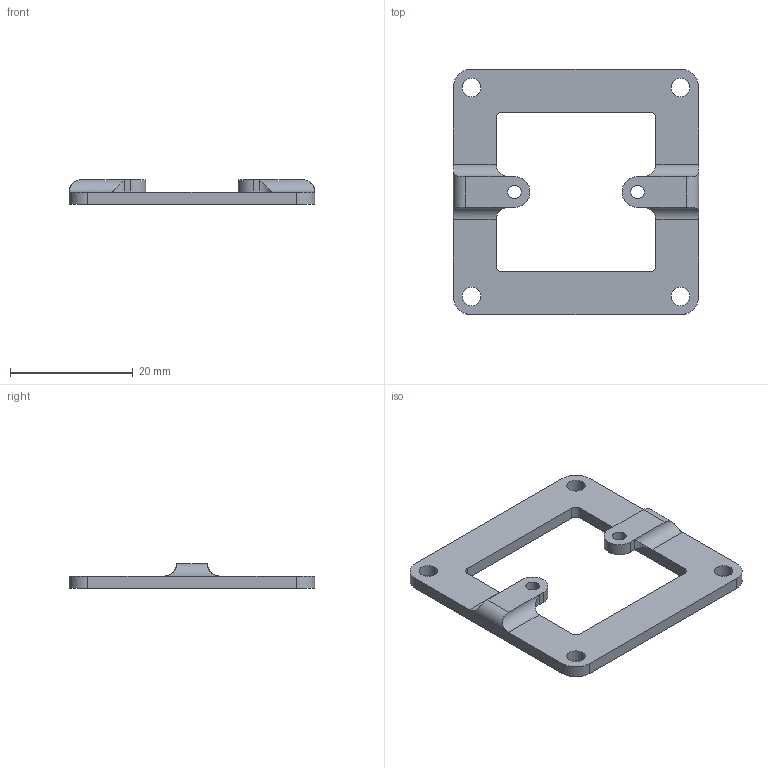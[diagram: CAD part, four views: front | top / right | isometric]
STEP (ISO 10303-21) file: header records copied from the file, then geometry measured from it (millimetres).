
FILE_DESCRIPTION (( 'STEP AP203' ), '1' );
FILE_NAME ('盷謥羻僾鴀 縺 34 擤.STEP', '2023-07-10T11:58:39', ( '' ), ( '' ), 'SwSTEP 2.0', 'SolidWorks 2022', '' );
FILE_SCHEMA (( 'CONFIG_CONTROL_DESIGN' ));
Length unit declared in the file: millimetre
Products named in the file (1): Переходник на 34 мм
Bounding box: 40 x 40 x 4 mm (x, y, z)
Volume: 2020 mm3; surface area: 2583.6 mm2
Topology: 1 solids, 1 shells, 52 faces, 137 edges, 86 vertices
Faces by surface type: cylinder 33, plane 19
Entity records: 1776 total; most frequent: CARTESIAN_POINT 364, DIRECTION 285, ORIENTED_EDGE 274, EDGE_CURVE 137, AXIS2_PLACEMENT_3D 103, VERTEX_POINT 86, LINE 79, VECTOR 79
